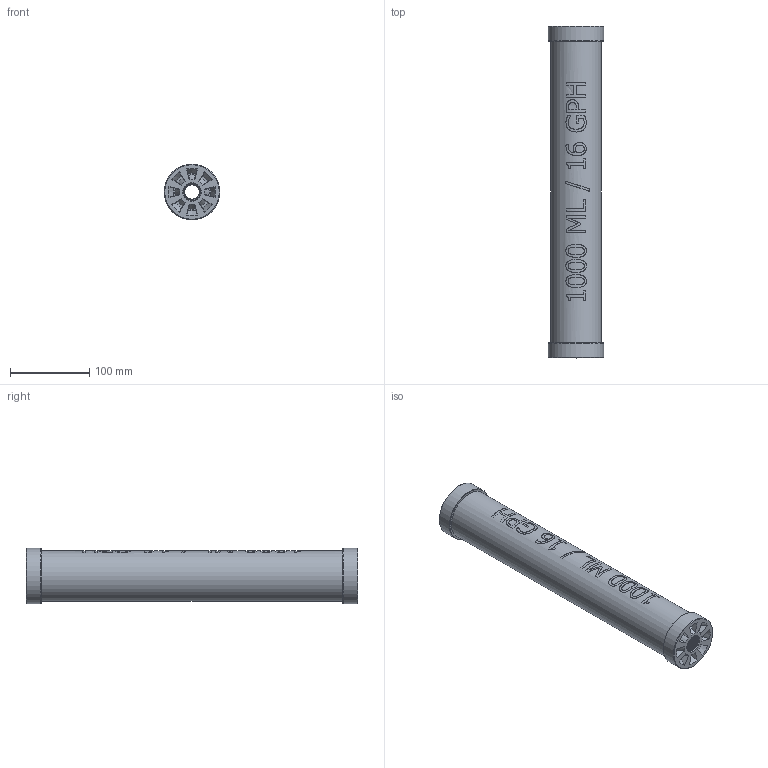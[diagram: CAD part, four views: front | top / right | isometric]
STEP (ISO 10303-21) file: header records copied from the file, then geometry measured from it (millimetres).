
FILE_DESCRIPTION((''),'2;1');
FILE_NAME('PV#2-1000_R0.stp','2016-03-17T11:05:51',('Engineering'),(''),'Autodesk Inventor 2009','Autodesk Inventor 2009','');
FILE_SCHEMA(('AUTOMOTIVE_DESIGN { 1 0 10303 214 1 1 1 1 }'));
Length unit declared in the file: inch
Products named in the file (3): PV#2-1000_R0; PV1000-ENCAP; PV-1000-TUBE_R0
Assembly tree (3 placements, depth 2):
  PV#2-1000_R0
    PV1000-ENCAP  x2
    PV-1000-TUBE_R0
Bounding box: 70.18 x 419.1 x 70.18 mm (x, y, z)
Volume: 225808.6 mm3; surface area: 193784.5 mm2
Topology: 3 solids, 3 shells, 458 faces, 1191 edges, 774 vertices
Faces by surface type: plane 156, bspline 137, cone 110, cylinder 55
Full cylindrical faces by diameter (mm): 18.258 x16, 60.452 x1, 63.5 x1, 70.182 x2
Entity records: 47373 total; most frequent: CARTESIAN_POINT 40512, ORIENTED_EDGE 1626, DIRECTION 994, EDGE_CURVE 813, VERTEX_POINT 538, VECTOR 394, LINE 394, EDGE_LOOP 355
